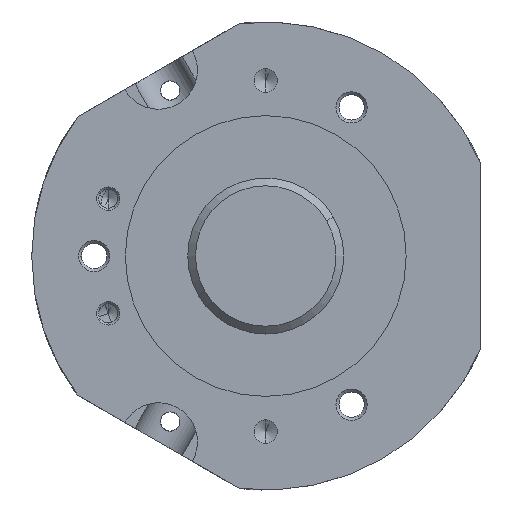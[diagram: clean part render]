
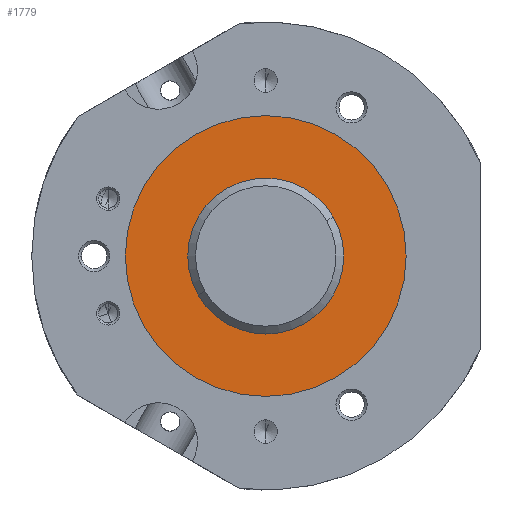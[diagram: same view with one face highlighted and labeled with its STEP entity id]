
A CAD part, front view. The second image highlights one B-rep face of the part: STEP entity #1779.
In plain terms, the highlighted planar face has unit normal (0, -1, 0).
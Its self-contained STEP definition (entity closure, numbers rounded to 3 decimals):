
#1779 = ADVANCED_FACE( '', ( #5116, #5117 ), #5118, .F. );
#2231 = VERTEX_POINT( '', #5633 );
#2645 = VERTEX_POINT( '', #6107 );
#3049 = EDGE_CURVE( '', #3421, #4867, #6545, .T. );
#3421 = VERTEX_POINT( '', #6952 );
#3443 = EDGE_CURVE( '', #4867, #3421, #6980, .T. );
#3957 = EDGE_CURVE( '', #2645, #2231, #7546, .T. );
#4219 = EDGE_CURVE( '', #2231, #2645, #7830, .T. );
#4867 = VERTEX_POINT( '', #8551 );
#5116 = FACE_BOUND( '', #8845, .T. );
#5117 = FACE_OUTER_BOUND( '', #8846, .T. );
#5118 = PLANE( '', #8847 );
#5633 = CARTESIAN_POINT( '', ( -15.588, 4.7, -9. ) );
#6107 = CARTESIAN_POINT( '', ( 15.588, 4.7, 9. ) );
#6545 = CIRCLE( '', #10979, 10. );
#6952 = CARTESIAN_POINT( '', ( -8.66, 4.7, -5. ) );
#6980 = CIRCLE( '', #11676, 10. );
#7546 = CIRCLE( '', #12548, 18. );
#7830 = CIRCLE( '', #12981, 18. );
#8551 = CARTESIAN_POINT( '', ( 8.66, 4.7, 5. ) );
#8845 = EDGE_LOOP( '', ( #14413, #14414 ) );
#8846 = EDGE_LOOP( '', ( #14415, #14416 ) );
#8847 = AXIS2_PLACEMENT_3D( '', #14417, #14418, #14419 );
#10979 = AXIS2_PLACEMENT_3D( '', #16114, #16115, #16116 );
#11676 = AXIS2_PLACEMENT_3D( '', #16604, #16605, #16606 );
#12548 = AXIS2_PLACEMENT_3D( '', #17183, #17184, #17185 );
#12981 = AXIS2_PLACEMENT_3D( '', #17488, #17489, #17490 );
#14413 = ORIENTED_EDGE( '', *, *, #3443, .T. );
#14414 = ORIENTED_EDGE( '', *, *, #3049, .T. );
#14415 = ORIENTED_EDGE( '', *, *, #3957, .F. );
#14416 = ORIENTED_EDGE( '', *, *, #4219, .F. );
#14417 = CARTESIAN_POINT( '', ( 12.124, 4.7, 7. ) );
#14418 = DIRECTION( '', ( 0., 1., 0. ) );
#14419 = DIRECTION( '', ( 0.866, 0., 0.5 ) );
#16114 = CARTESIAN_POINT( '', ( 0., 4.7, 0. ) );
#16115 = DIRECTION( '', ( 0., 1., 0. ) );
#16116 = DIRECTION( '', ( 0.866, 0., 0.5 ) );
#16604 = CARTESIAN_POINT( '', ( 0., 4.7, 0. ) );
#16605 = DIRECTION( '', ( 0., 1., 0. ) );
#16606 = DIRECTION( '', ( 0.866, 0., 0.5 ) );
#17183 = CARTESIAN_POINT( '', ( 0., 4.7, 0. ) );
#17184 = DIRECTION( '', ( 0., 1., 0. ) );
#17185 = DIRECTION( '', ( 0.866, 0., 0.5 ) );
#17488 = CARTESIAN_POINT( '', ( 0., 4.7, 0. ) );
#17489 = DIRECTION( '', ( 0., 1., 0. ) );
#17490 = DIRECTION( '', ( 0.866, 0., 0.5 ) );
